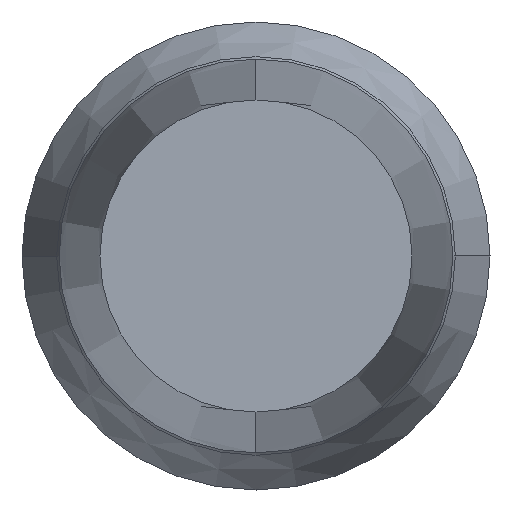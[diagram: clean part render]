
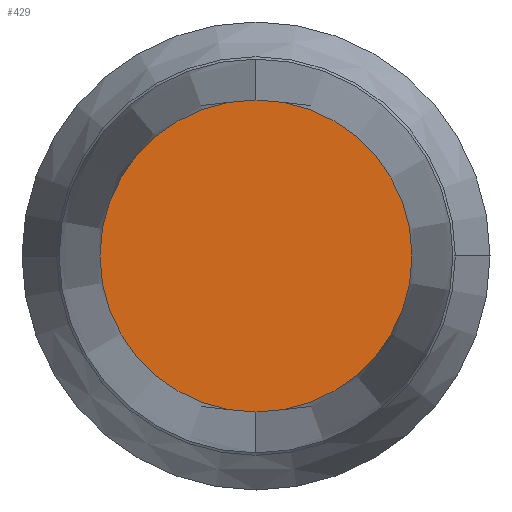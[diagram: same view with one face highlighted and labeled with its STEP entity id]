
A CAD part, front view. The second image highlights one B-rep face of the part: STEP entity #429.
In plain terms, the highlighted planar face has unit normal (0, -1, 0).
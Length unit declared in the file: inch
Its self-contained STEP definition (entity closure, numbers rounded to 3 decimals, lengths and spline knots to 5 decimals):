
#77 = DIRECTION ( 'NONE',  ( 0., 0., -1. ) ) ;
#78 = DIRECTION ( 'NONE',  ( 0., -1., 0. ) ) ;
#81 = CARTESIAN_POINT ( 'NONE',  ( 0., 0., 0. ) ) ;
#145 = CIRCLE ( 'NONE', #403, 0.0625 ) ;
#165 = EDGE_CURVE ( 'NONE', #193, #175, #145, .T. ) ;
#175 = VERTEX_POINT ( 'NONE', #180 ) ;
#180 = CARTESIAN_POINT ( 'NONE',  ( 0., 0., 0.0625 ) ) ;
#191 = ORIENTED_EDGE ( 'NONE', *, *, #370, .T. ) ;
#193 = VERTEX_POINT ( 'NONE', #353 ) ;
#209 = AXIS2_PLACEMENT_3D ( 'NONE', #313, #78, #210 ) ;
#210 = DIRECTION ( 'NONE',  ( 0., 0., -1. ) ) ;
#228 = CIRCLE ( 'NONE', #252, 0.0625 ) ;
#252 = AXIS2_PLACEMENT_3D ( 'NONE', #438, #259, #289 ) ;
#259 = DIRECTION ( 'NONE',  ( 0., -1., 0. ) ) ;
#289 = DIRECTION ( 'NONE',  ( 0., 0., -1. ) ) ;
#292 = EDGE_LOOP ( 'NONE', ( #191, #341 ) ) ;
#313 = CARTESIAN_POINT ( 'NONE',  ( 0., 0., 0. ) ) ;
#314 = DIRECTION ( 'NONE',  ( 0., -1., 0. ) ) ;
#341 = ORIENTED_EDGE ( 'NONE', *, *, #165, .T. ) ;
#353 = CARTESIAN_POINT ( 'NONE',  ( 0., 0., -0.0625 ) ) ;
#370 = EDGE_CURVE ( 'NONE', #175, #193, #228, .T. ) ;
#380 = FACE_OUTER_BOUND ( 'NONE', #292, .T. ) ;
#394 = PLANE ( 'NONE',  #209 ) ;
#403 = AXIS2_PLACEMENT_3D ( 'NONE', #81, #314, #77 ) ;
#429 = ADVANCED_FACE ( 'NONE', ( #380 ), #394, .T. ) ;
#438 = CARTESIAN_POINT ( 'NONE',  ( 0., 0., 0. ) ) ;
